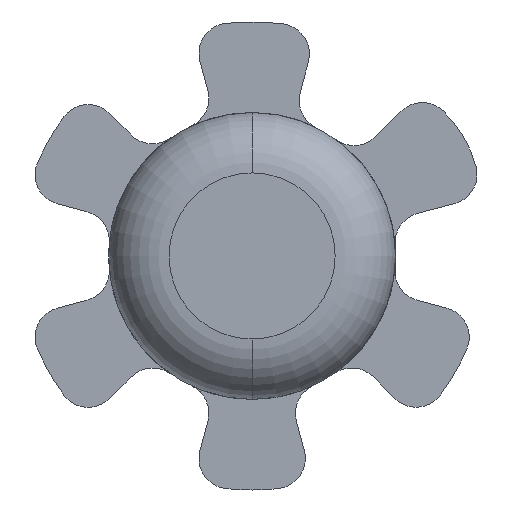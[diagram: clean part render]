
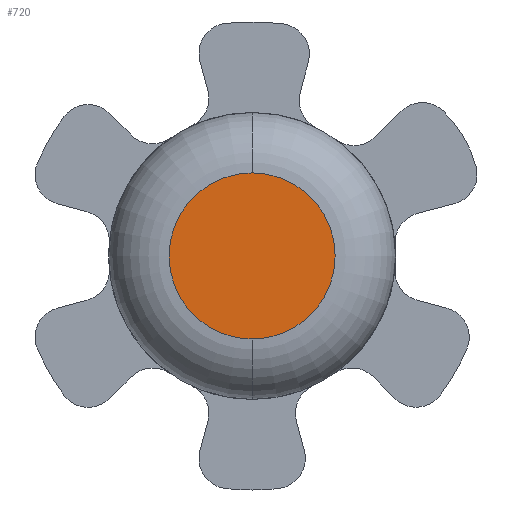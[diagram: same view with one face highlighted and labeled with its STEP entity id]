
A CAD part, front view. The second image highlights one B-rep face of the part: STEP entity #720.
In plain terms, the highlighted planar face has unit normal (0, -1, 0).
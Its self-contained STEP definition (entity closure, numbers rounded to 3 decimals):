
#92 = CARTESIAN_POINT ( 'NONE',  ( 0., -2., 0. ) ) ;
#560 = ORIENTED_EDGE ( 'NONE', *, *, #2323, .T. ) ;
#648 = VERTEX_POINT ( 'NONE', #2206 ) ;
#720 = ADVANCED_FACE ( 'NONE', ( #1315 ), #2890, .T. ) ;
#734 = AXIS2_PLACEMENT_3D ( 'NONE', #856, #874, #1755 ) ;
#850 = CIRCLE ( 'NONE', #1560, 1.375 ) ;
#856 = CARTESIAN_POINT ( 'NONE',  ( 0., -2., 0. ) ) ;
#874 = DIRECTION ( 'NONE',  ( 0., -1., 0. ) ) ;
#1023 = DIRECTION ( 'NONE',  ( 0., -1., 0. ) ) ;
#1269 = CARTESIAN_POINT ( 'NONE',  ( 0., -2., 0. ) ) ;
#1315 = FACE_OUTER_BOUND ( 'NONE', #2305, .T. ) ;
#1560 = AXIS2_PLACEMENT_3D ( 'NONE', #1269, #1023, #1726 ) ;
#1716 = DIRECTION ( 'NONE',  ( 0., 0., -1. ) ) ;
#1726 = DIRECTION ( 'NONE',  ( 0., 0., -1. ) ) ;
#1755 = DIRECTION ( 'NONE',  ( 0., 0., -1. ) ) ;
#1852 = EDGE_CURVE ( 'NONE', #648, #1890, #2117, .T. ) ;
#1882 = DIRECTION ( 'NONE',  ( 0., -1., 0. ) ) ;
#1890 = VERTEX_POINT ( 'NONE', #1923 ) ;
#1923 = CARTESIAN_POINT ( 'NONE',  ( 0., -2., 1.375 ) ) ;
#2117 = CIRCLE ( 'NONE', #2402, 1.375 ) ;
#2206 = CARTESIAN_POINT ( 'NONE',  ( 0., -2., -1.375 ) ) ;
#2305 = EDGE_LOOP ( 'NONE', ( #2925, #560 ) ) ;
#2323 = EDGE_CURVE ( 'NONE', #1890, #648, #850, .T. ) ;
#2402 = AXIS2_PLACEMENT_3D ( 'NONE', #92, #1882, #1716 ) ;
#2890 = PLANE ( 'NONE',  #734 ) ;
#2925 = ORIENTED_EDGE ( 'NONE', *, *, #1852, .T. ) ;
